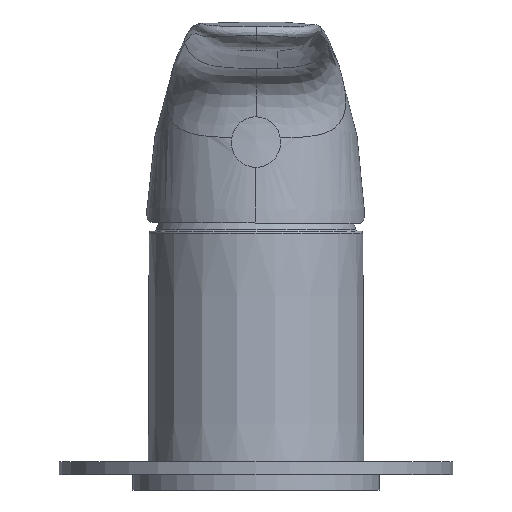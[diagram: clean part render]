
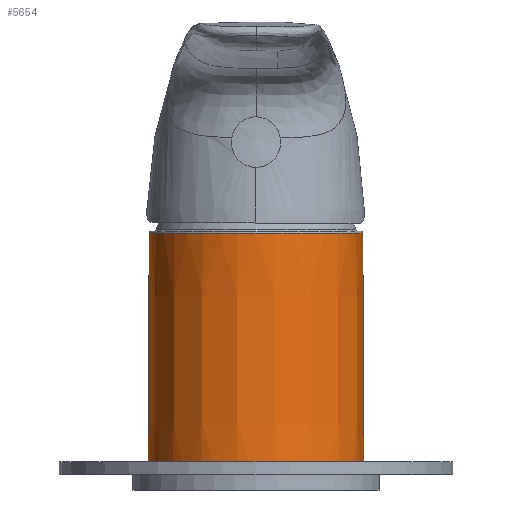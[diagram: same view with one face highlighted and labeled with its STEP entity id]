
A CAD part, front view. The second image highlights one B-rep face of the part: STEP entity #5654.
In plain terms, the highlighted conical face has half-angle 0.25 degrees and reference radius 24.42 mm.
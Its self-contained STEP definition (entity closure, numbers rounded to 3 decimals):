
#65 = CARTESIAN_POINT ( 'NONE',  ( 0., 0., 55.171 ) ) ;
#705 = DIRECTION ( 'NONE',  ( 0., 0., -1. ) ) ;
#831 = EDGE_LOOP ( 'NONE', ( #2314 ) ) ;
#2314 = ORIENTED_EDGE ( 'NONE', *, *, #3231, .T. ) ;
#3222 = EDGE_CURVE ( 'NONE', #4896, #4896, #6993, .T. ) ;
#3231 = EDGE_CURVE ( 'NONE', #4892, #4892, #7094, .T. ) ;
#4200 = AXIS2_PLACEMENT_3D ( 'NONE', #7739, #7194, #7172 ) ;
#4797 = DIRECTION ( 'NONE',  ( 0., -1., 0. ) ) ;
#4813 = AXIS2_PLACEMENT_3D ( 'NONE', #5431, #5376, #4797 ) ;
#4892 = VERTEX_POINT ( 'NONE', #6486 ) ;
#4896 = VERTEX_POINT ( 'NONE', #5905 ) ;
#5376 = DIRECTION ( 'NONE',  ( 0., 0., 1. ) ) ;
#5431 = CARTESIAN_POINT ( 'NONE',  ( 0., 0., -2.541 ) ) ;
#5654 = ADVANCED_FACE ( 'NONE', ( #6807, #6770 ), #6794, .T. ) ;
#5905 = CARTESIAN_POINT ( 'NONE',  ( -24.42, 0., 55.171 ) ) ;
#6396 = EDGE_LOOP ( 'NONE', ( #7021 ) ) ;
#6486 = CARTESIAN_POINT ( 'NONE',  ( 0., -24.672, -2.541 ) ) ;
#6770 = FACE_BOUND ( 'NONE', #6396, .T. ) ;
#6794 = CONICAL_SURFACE ( 'NONE', #7099, 24.42, 0.004 ) ;
#6807 = FACE_OUTER_BOUND ( 'NONE', #831, .T. ) ;
#6899 = DIRECTION ( 'NONE',  ( -0.479, 0.878, 0. ) ) ;
#6993 = CIRCLE ( 'NONE', #4200, 24.42 ) ;
#7021 = ORIENTED_EDGE ( 'NONE', *, *, #3222, .F. ) ;
#7094 = CIRCLE ( 'NONE', #4813, 24.672 ) ;
#7099 = AXIS2_PLACEMENT_3D ( 'NONE', #65, #705, #6899 ) ;
#7172 = DIRECTION ( 'NONE',  ( -1., 0., 0. ) ) ;
#7194 = DIRECTION ( 'NONE',  ( 0., 0., 1. ) ) ;
#7739 = CARTESIAN_POINT ( 'NONE',  ( 0., 0., 55.171 ) ) ;
